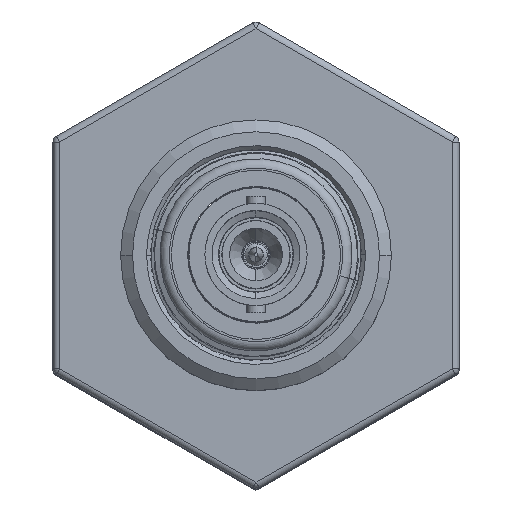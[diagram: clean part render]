
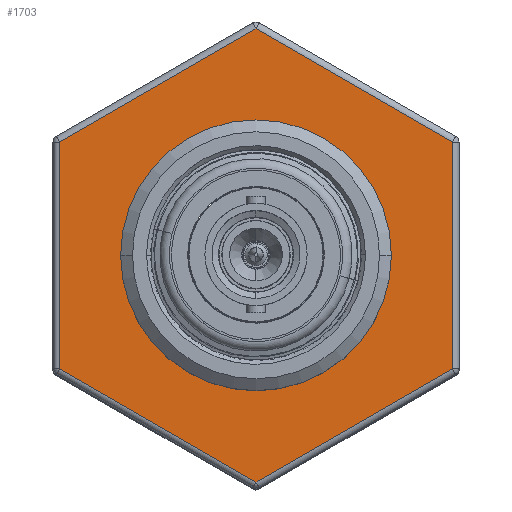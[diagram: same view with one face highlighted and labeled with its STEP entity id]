
A CAD part, top view. The second image highlights one B-rep face of the part: STEP entity #1703.
In plain terms, the highlighted planar face has unit normal (0, 0, 1).
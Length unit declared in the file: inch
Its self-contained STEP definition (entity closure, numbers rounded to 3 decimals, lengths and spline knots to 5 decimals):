
#264 = CARTESIAN_POINT ( 'NONE',  ( -0.725, 0.41858, 1.97471 ) ) ;
#287 = VERTEX_POINT ( 'NONE', #264 ) ;
#347 = VERTEX_POINT ( 'NONE', #4863 ) ;
#1414 = LINE ( 'NONE', #12354, #1416 ) ;
#1416 = VECTOR ( 'NONE', #12355, 39.37008 ) ;
#1419 = LINE ( 'NONE', #12359, #1424 ) ;
#1424 = VECTOR ( 'NONE', #12374, 39.37008 ) ;
#1428 = LINE ( 'NONE', #12383, #1431 ) ;
#1431 = VECTOR ( 'NONE', #12372, 39.37008 ) ;
#1449 = LINE ( 'NONE', #12420, #1452 ) ;
#1452 = VECTOR ( 'NONE', #12421, 39.37008 ) ;
#1464 = LINE ( 'NONE', #12458, #1472 ) ;
#1472 = VECTOR ( 'NONE', #12454, 39.37008 ) ;
#1495 = LINE ( 'NONE', #12502, #1498 ) ;
#1498 = VECTOR ( 'NONE', #12503, 39.37008 ) ;
#1703 = ADVANCED_FACE ( 'NONE', ( #5749, #5753 ), #10365, .T. ) ;
#2661 = VERTEX_POINT ( 'NONE', #15191 ) ;
#2725 = VERTEX_POINT ( 'NONE', #15234 ) ;
#3961 = CARTESIAN_POINT ( 'NONE',  ( 0.725, -0.41858, 1.97471 ) ) ;
#4162 = EDGE_LOOP ( 'NONE', ( #14920, #14921 ) ) ;
#4366 = EDGE_LOOP ( 'NONE', ( #14922, #14923, #14924, #14925, #14926, #14927 ) ) ;
#4863 = CARTESIAN_POINT ( 'NONE',  ( 0., -0.83716, 1.97471 ) ) ;
#4897 = DIRECTION ( 'NONE',  ( 1., 0., 0. ) ) ;
#5052 = VERTEX_POINT ( 'NONE', #3961 ) ;
#5749 = FACE_BOUND ( 'NONE', #4162, .T. ) ;
#5753 = FACE_OUTER_BOUND ( 'NONE', #4366, .T. ) ;
#6144 = EDGE_CURVE ( 'NONE', #2725, #2661, #11694, .T. ) ;
#6159 = EDGE_CURVE ( 'NONE', #2661, #2725, #11722, .T. ) ;
#7370 = AXIS2_PLACEMENT_3D ( 'NONE', #10603, #10968, #4897 ) ;
#8765 = AXIS2_PLACEMENT_3D ( 'NONE', #15527, #15528, #15529 ) ;
#8776 = AXIS2_PLACEMENT_3D ( 'NONE', #15604, #15605, #15607 ) ;
#10365 = PLANE ( 'NONE',  #7370 ) ;
#10603 = CARTESIAN_POINT ( 'NONE',  ( -0.75, 1.29904, 1.97471 ) ) ;
#10968 = DIRECTION ( 'NONE',  ( 0., 0., 1. ) ) ;
#11507 = VERTEX_POINT ( 'NONE', #12685 ) ;
#11694 = CIRCLE ( 'NONE', #8765, 0.47425 ) ;
#11722 = CIRCLE ( 'NONE', #8776, 0.47425 ) ;
#12354 = CARTESIAN_POINT ( 'NONE',  ( -0.725, -0.43301, 1.97471 ) ) ;
#12355 = DIRECTION ( 'NONE',  ( 0., -1., 0. ) ) ;
#12359 = CARTESIAN_POINT ( 'NONE',  ( 0.7375, -0.41136, 1.97471 ) ) ;
#12372 = DIRECTION ( 'NONE',  ( 0.866, -0.5, 0. ) ) ;
#12374 = DIRECTION ( 'NONE',  ( 0.866, 0.5, 0. ) ) ;
#12383 = CARTESIAN_POINT ( 'NONE',  ( 0.0125, -0.84437, 1.97471 ) ) ;
#12420 = CARTESIAN_POINT ( 'NONE',  ( 0.725, 0.43301, 1.97471 ) ) ;
#12421 = DIRECTION ( 'NONE',  ( 0., 1., 0. ) ) ;
#12454 = DIRECTION ( 'NONE',  ( -0.866, -0.5, 0. ) ) ;
#12458 = CARTESIAN_POINT ( 'NONE',  ( -0.7375, 0.41136, 1.97471 ) ) ;
#12502 = CARTESIAN_POINT ( 'NONE',  ( -0.0125, 0.84437, 1.97471 ) ) ;
#12503 = DIRECTION ( 'NONE',  ( -0.866, 0.5, 0. ) ) ;
#12685 = CARTESIAN_POINT ( 'NONE',  ( 0.725, 0.41858, 1.97471 ) ) ;
#12764 = CARTESIAN_POINT ( 'NONE',  ( 0., 0.83716, 1.97471 ) ) ;
#12814 = CARTESIAN_POINT ( 'NONE',  ( -0.725, -0.41858, 1.97471 ) ) ;
#14561 = VERTEX_POINT ( 'NONE', #12764 ) ;
#14781 = VERTEX_POINT ( 'NONE', #12814 ) ;
#14920 = ORIENTED_EDGE ( 'NONE', *, *, #6159, .F. ) ;
#14921 = ORIENTED_EDGE ( 'NONE', *, *, #6144, .F. ) ;
#14922 = ORIENTED_EDGE ( 'NONE', *, *, #16251, .T. ) ;
#14923 = ORIENTED_EDGE ( 'NONE', *, *, #16212, .T. ) ;
#14924 = ORIENTED_EDGE ( 'NONE', *, *, #16222, .T. ) ;
#14925 = ORIENTED_EDGE ( 'NONE', *, *, #16217, .T. ) ;
#14926 = ORIENTED_EDGE ( 'NONE', *, *, #16236, .T. ) ;
#14927 = ORIENTED_EDGE ( 'NONE', *, *, #16268, .T. ) ;
#15191 = CARTESIAN_POINT ( 'NONE',  ( -0.47425, 0., 1.97471 ) ) ;
#15234 = CARTESIAN_POINT ( 'NONE',  ( 0.47425, 0., 1.97471 ) ) ;
#15527 = CARTESIAN_POINT ( 'NONE',  ( 0., 0., 1.97471 ) ) ;
#15528 = DIRECTION ( 'NONE',  ( 0., 0., 1. ) ) ;
#15529 = DIRECTION ( 'NONE',  ( 1., 0., 0. ) ) ;
#15604 = CARTESIAN_POINT ( 'NONE',  ( 0., 0., 1.97471 ) ) ;
#15605 = DIRECTION ( 'NONE',  ( 0., 0., 1. ) ) ;
#15607 = DIRECTION ( 'NONE',  ( 1., 0., 0. ) ) ;
#16212 = EDGE_CURVE ( 'NONE', #287, #14781, #1414, .T. ) ;
#16217 = EDGE_CURVE ( 'NONE', #347, #5052, #1419, .T. ) ;
#16222 = EDGE_CURVE ( 'NONE', #14781, #347, #1428, .T. ) ;
#16236 = EDGE_CURVE ( 'NONE', #5052, #11507, #1449, .T. ) ;
#16251 = EDGE_CURVE ( 'NONE', #14561, #287, #1464, .T. ) ;
#16268 = EDGE_CURVE ( 'NONE', #11507, #14561, #1495, .T. ) ;
